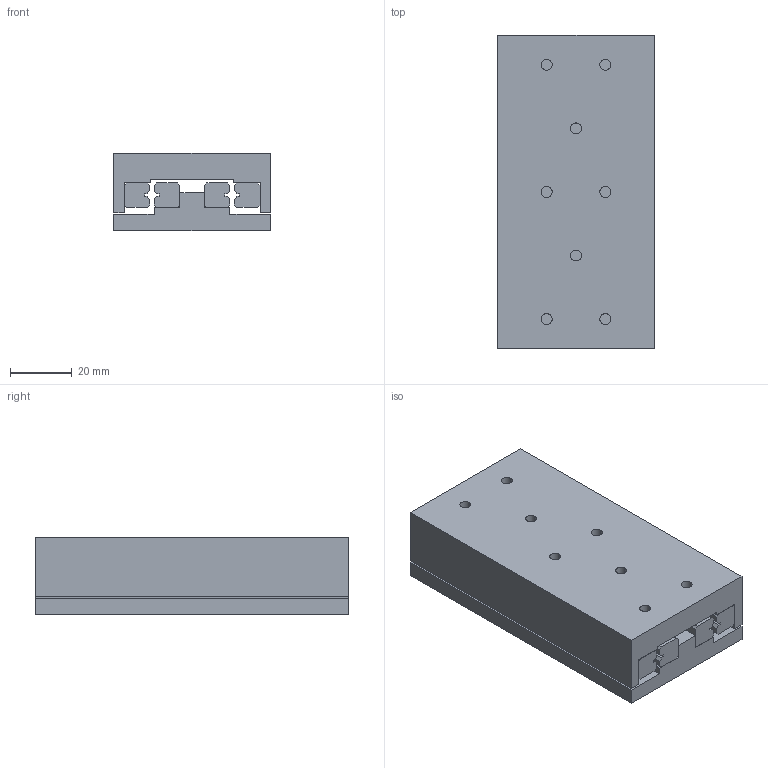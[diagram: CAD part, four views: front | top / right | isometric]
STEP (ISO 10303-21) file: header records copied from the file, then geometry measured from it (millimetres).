
FILE_DESCRIPTION((''),'2;1');
FILE_NAME('XAC2_4_3.stp','2003-08-22T10:11:14',('raulmb'),(''),'Autodesk Inventor (tm) 5.3','Autodesk Inventor (tm) 5.3','');
FILE_SCHEMA(('CONFIG_CONTROL_DESIGN'));
Length unit declared in the file: inch
Products named in the file (8): XAC2_4_3; XAC2_4_3 XAC2-4-3; XAC2_4_3 BOTTOM_PLATE; XAC2_4_3 TOP_PLATE; XAC2_4_3 RAIL_A; XAC2_4_3 RAIL_B; XAC2_4_3 RAIL_C; XAC2_4_3 RAIL_D
Assembly tree (7 placements, depth 3):
  XAC2_4_3
    XAC2_4_3 XAC2-4-3
      XAC2_4_3 BOTTOM_PLATE
      XAC2_4_3 TOP_PLATE
      XAC2_4_3 RAIL_A
      XAC2_4_3 RAIL_B
      XAC2_4_3 RAIL_C
      XAC2_4_3 RAIL_D
Bounding box: 50.8 x 101.6 x 25.02 mm (x, y, z)
Volume: 112833.3 mm3; surface area: 45810.8 mm2
Topology: 6 solids, 6 shells, 128 faces, 336 edges, 224 vertices
Faces by surface type: plane 96, cylinder 32
Entity records: 5021 total; most frequent: CARTESIAN_POINT 703, DIRECTION 686, ORIENTED_EDGE 672, EDGE_CURVE 336, VECTOR 272, LINE 272, VERTEX_POINT 224, AXIS2_PLACEMENT_3D 207
